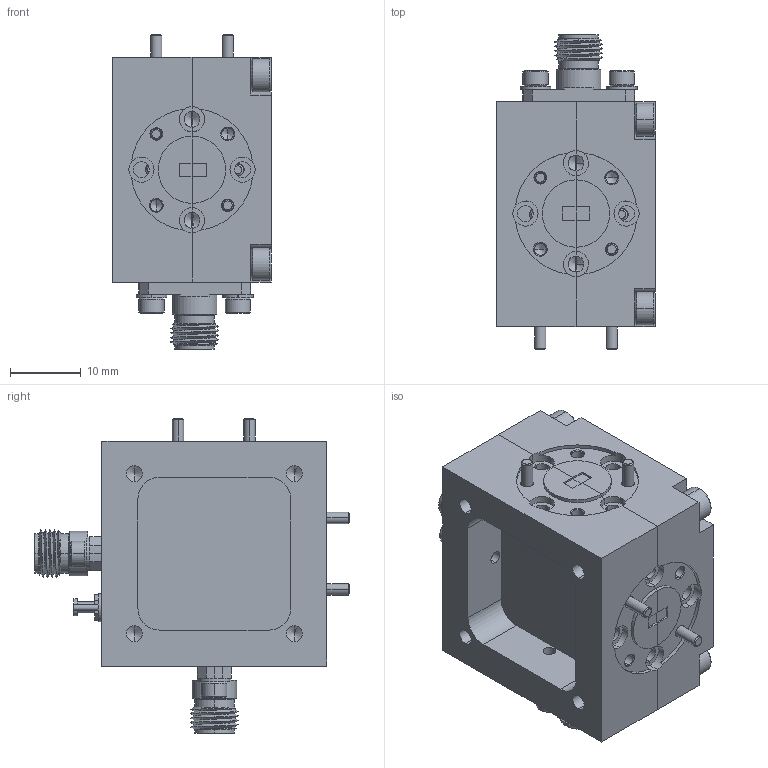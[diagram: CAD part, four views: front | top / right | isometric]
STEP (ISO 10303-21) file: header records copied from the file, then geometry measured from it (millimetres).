
FILE_DESCRIPTION (( 'STEP AP203' ), '1' );
FILE_NAME ('SFQ-58362310-1515SF-E1-M.STEP', '2018-10-22T22:20:40', ( '' ), ( '' ), 'SwSTEP 2.0', 'SolidWorks 2016', '' );
FILE_SCHEMA (( 'CONFIG_CONTROL_DESIGN' ));
Length unit declared in the file: inch
Products named in the file (1): SFQ-58362310-1515SF-E1-M
Bounding box: 22.35 x 44.49 x 44.49 mm (x, y, z)
Volume: 16438.3 mm3; surface area: 12205 mm2
Topology: 22 solids, 22 shells, 1267 faces, 3368 edges, 2154 vertices
Faces by surface type: cylinder 784, plane 260, cone 197, bspline 22, torus 4
Entity records: 53913 total; most frequent: CARTESIAN_POINT 25536, ORIENTED_EDGE 6676, DIRECTION 5284, EDGE_CURVE 3338, VERTEX_POINT 2154, AXIS2_PLACEMENT_3D 1939, LINE 1406, VECTOR 1406
